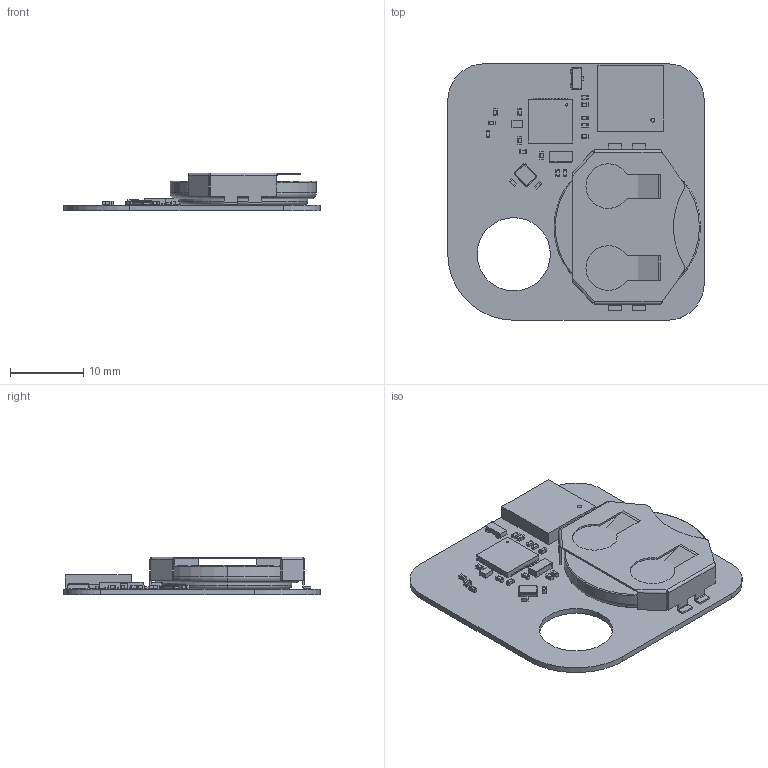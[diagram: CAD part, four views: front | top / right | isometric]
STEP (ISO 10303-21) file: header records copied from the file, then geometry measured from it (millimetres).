
FILE_DESCRIPTION(('KiCad electronic assembly'),'2;1');
FILE_NAME('bluetooth_tracker.stp','2020-04-22T10:35:23',('An Author'),( 'A Company'),'Open CASCADE STEP processor 6.9', 'KiCad to STEP converter','Unknown');
FILE_SCHEMA(('AUTOMOTIVE_DESIGN { 1 0 10303 214 1 1 1 1 }'));
Length unit declared in the file: millimetre
Products named in the file (24): Open CASCADE STEP translator 6.9 1; balun_v4; SOLID; CircuitWorks-BATT_CR2032; BK-912; User_Library-Crystal_NDK_NX2520SA_series; User_Library-PKMCS0909E4000-R1; COMPOUND; User_Library-3-lead_sot23-3; ECS-.327-12.5-34B-C-TR--3DModel-STEP-40055; User_Library-QFN48; C_0402_1005Metric; R_0402_1005Metric; L_0402_1005Metric
Assembly tree (36 placements, depth 3):
  Open CASCADE STEP translator 6.9 1
    balun_v4
      SOLID
    CircuitWorks-BATT_CR2032
      SOLID
    BK-912
      SOLID
    User_Library-Crystal_NDK_NX2520SA_series
      SOLID
    User_Library-PKMCS0909E4000-R1
      COMPOUND
    User_Library-3-lead_sot23-3
      SOLID
    ECS-.327-12.5-34B-C-TR--3DModel-STEP-40055
      COMPOUND
    User_Library-QFN48
      SOLID
    C_0402_1005Metric  x12
      SOLID
    R_0402_1005Metric  x3
      SOLID
    L_0402_1005Metric
      SOLID
    COMPOUND
Bounding box: 35 x 35 x 5.17 mm (x, y, z)
Volume: 2108.6 mm3; surface area: 4351.5 mm2
Topology: 30 solids, 30 shells, 1146 faces, 3017 edges, 1956 vertices
Faces by surface type: plane 771, cylinder 349, bspline 8, sphere 8, torus 6, cone 4
Full cylindrical faces by diameter (mm): 10 x1
Entity records: 57921 total; most frequent: CARTESIAN_POINT 11342, DIRECTION 7930, LINE 5362, VECTOR 5362, ORIENTED_EDGE 4162, PCURVE 4162, DEFINITIONAL_REPRESENTATION 4162, EDGE_CURVE 2081
